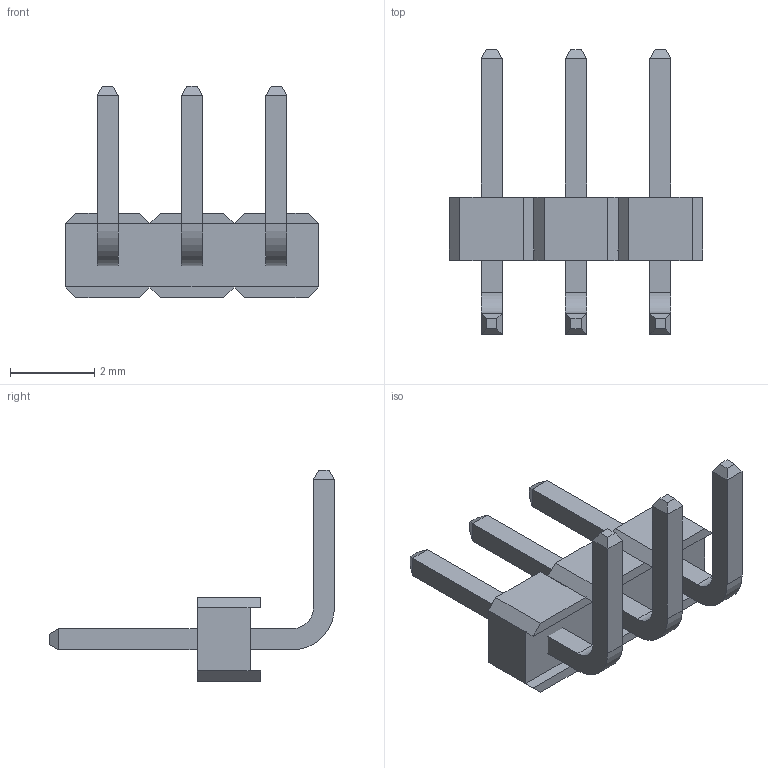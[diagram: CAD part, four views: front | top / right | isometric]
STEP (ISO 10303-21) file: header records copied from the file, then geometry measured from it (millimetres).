
FILE_DESCRIPTION(('STEP AP214'),'1');
FILE_NAME(' ',' ',('TraceParts'),('TraceParts S.A.'),'XStep 1.0',' ',' ');
FILE_SCHEMA(('automotive_design'));
Length unit declared in the file: millimetre
Products named in the file (4): M22-203_ASM|Next assembly relationship;M22-201-MOULD; M22-203_ASM|Next assembly relationship;M22-204-PIN1
Bounding box: 6 x 6.75 x 5 mm (x, y, z)
Volume: 22 mm3; surface area: 116.3 mm2
Topology: 4 solids, 4 shells, 100 faces, 240 edges, 148 vertices
Faces by surface type: bspline 100
Entity records: 5809 total; most frequent: CARTESIAN_POINT 948, STYLED_ITEM 492, PRESENTATION_STYLE_ASSIGNMENT 492, COLOUR_RGB 492, ORIENTED_EDGE 480, DIRECTION 260, EDGE_CURVE 240, CURVE_STYLE 240
